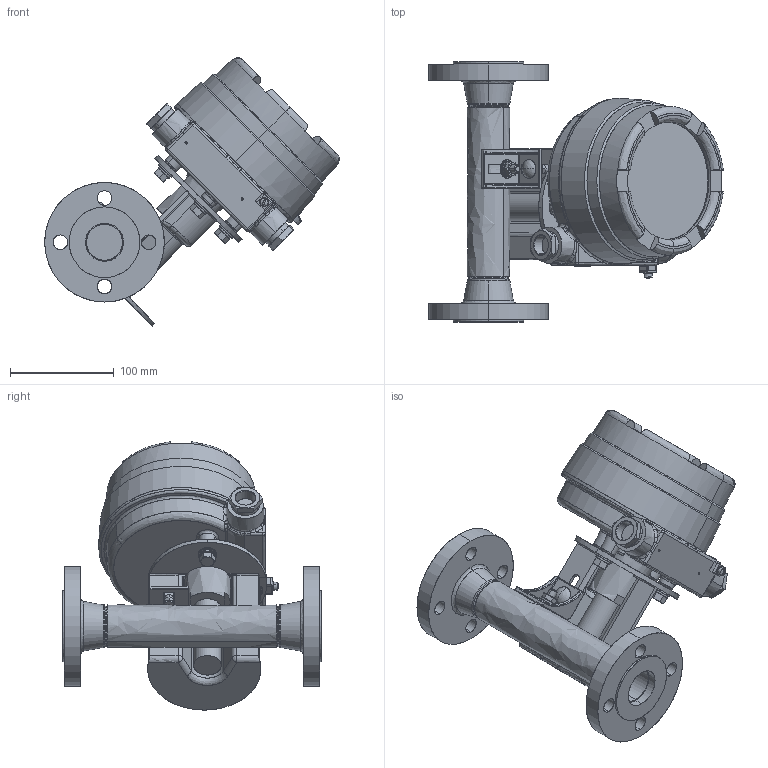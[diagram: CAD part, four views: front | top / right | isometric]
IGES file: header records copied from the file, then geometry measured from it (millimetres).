
Start section: SolidWorks IGES file using analytic representation for surfaces
Global section: file name: 3809G-A-10-J-3-D-0.IGS; native system: SolidWorks 2020; preprocessor: SolidWorks 2020; author: CRaksin; date: 220307.095549; units: inch
Bounding box: 283.25 x 250 x 257.9 mm (x, y, z)
Surface area: 410248.4 mm2 (no closed solid volume)
Topology: 0 solids, 0 shells, 1479 faces, 23825 edges, 23723 vertices
Faces by surface type: revolution 816, bspline 663
